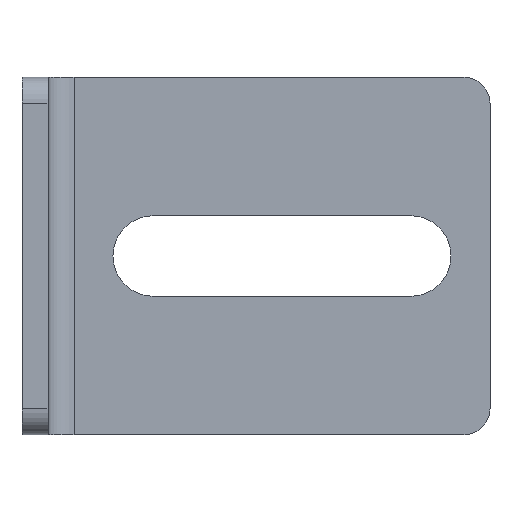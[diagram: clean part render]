
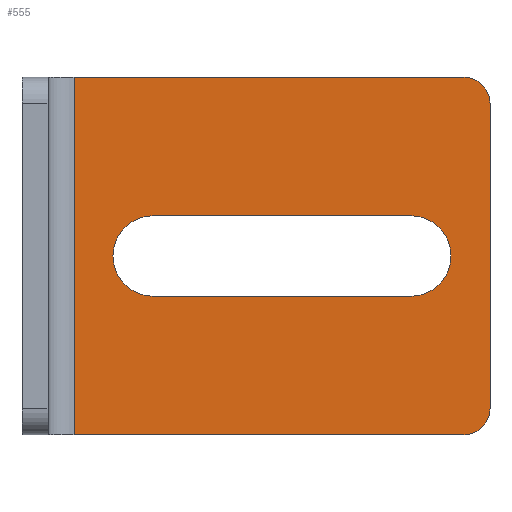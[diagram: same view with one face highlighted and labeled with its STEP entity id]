
A CAD part, left-side view. The second image highlights one B-rep face of the part: STEP entity #555.
In plain terms, the highlighted planar face has unit normal (-1, 0, 0).
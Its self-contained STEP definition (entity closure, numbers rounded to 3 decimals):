
#9 = AXIS2_PLACEMENT_3D ( 'NONE', #134, #255, #1090 ) ;
#23 = CARTESIAN_POINT ( 'NONE',  ( -2., 0., 27.5 ) ) ;
#46 = EDGE_CURVE ( 'NONE', #666, #825, #594, .T. ) ;
#61 = CARTESIAN_POINT ( 'NONE',  ( -2., -4., 0. ) ) ;
#66 = CARTESIAN_POINT ( 'NONE',  ( -2., -4., 0. ) ) ;
#72 = CIRCLE ( 'NONE', #590, 2. ) ;
#100 = CARTESIAN_POINT ( 'NONE',  ( -2., 0., 0. ) ) ;
#103 = EDGE_CURVE ( 'NONE', #1583, #265, #1763, .T. ) ;
#107 = CARTESIAN_POINT ( 'NONE',  ( -2., -34., 0. ) ) ;
#134 = CARTESIAN_POINT ( 'NONE',  ( -2., -34., 2. ) ) ;
#140 = EDGE_CURVE ( 'NONE', #1567, #825, #1341, .T. ) ;
#147 = DIRECTION ( 'NONE',  ( 0., -1., 0. ) ) ;
#153 = CARTESIAN_POINT ( 'NONE',  ( -2., -29.9, 16.85 ) ) ;
#158 = ORIENTED_EDGE ( 'NONE', *, *, #1117, .F. ) ;
#161 = VERTEX_POINT ( 'NONE', #658 ) ;
#172 = CARTESIAN_POINT ( 'NONE',  ( -2., -29.9, 10.65 ) ) ;
#201 = CARTESIAN_POINT ( 'NONE',  ( -2., -29.9, 13.75 ) ) ;
#216 = AXIS2_PLACEMENT_3D ( 'NONE', #1196, #1600, #359 ) ;
#228 = DIRECTION ( 'NONE',  ( 0., -1., 0. ) ) ;
#231 = DIRECTION ( 'NONE',  ( 0., 1., 0. ) ) ;
#254 = ORIENTED_EDGE ( 'NONE', *, *, #1097, .F. ) ;
#255 = DIRECTION ( 'NONE',  ( -1., 0., 0. ) ) ;
#265 = VERTEX_POINT ( 'NONE', #569 ) ;
#280 = DIRECTION ( 'NONE',  ( -1., 0., 0. ) ) ;
#283 = LINE ( 'NONE', #1755, #715 ) ;
#289 = EDGE_CURVE ( 'NONE', #608, #308, #1768, .T. ) ;
#296 = VECTOR ( 'NONE', #1540, 1000. ) ;
#308 = VERTEX_POINT ( 'NONE', #153 ) ;
#324 = EDGE_CURVE ( 'NONE', #666, #161, #1663, .T. ) ;
#359 = DIRECTION ( 'NONE',  ( 0., -1., 0. ) ) ;
#367 = CARTESIAN_POINT ( 'NONE',  ( -2., 0., 74.683 ) ) ;
#373 = ORIENTED_EDGE ( 'NONE', *, *, #324, .F. ) ;
#484 = CARTESIAN_POINT ( 'NONE',  ( -2., -10.1, 16.85 ) ) ;
#503 = ORIENTED_EDGE ( 'NONE', *, *, #103, .F. ) ;
#523 = ORIENTED_EDGE ( 'NONE', *, *, #46, .T. ) ;
#526 = LINE ( 'NONE', #1079, #633 ) ;
#555 = ADVANCED_FACE ( 'NONE', ( #918, #663 ), #1749, .T. ) ;
#569 = CARTESIAN_POINT ( 'NONE',  ( -2., -10.1, 10.65 ) ) ;
#572 = DIRECTION ( 'NONE',  ( 0., 0., -1. ) ) ;
#590 = AXIS2_PLACEMENT_3D ( 'NONE', #1041, #788, #889 ) ;
#593 = VECTOR ( 'NONE', #231, 1000. ) ;
#594 = LINE ( 'NONE', #61, #296 ) ;
#608 = VERTEX_POINT ( 'NONE', #1309 ) ;
#633 = VECTOR ( 'NONE', #818, 1000. ) ;
#636 = ORIENTED_EDGE ( 'NONE', *, *, #1167, .F. ) ;
#658 = CARTESIAN_POINT ( 'NONE',  ( -2., -34., 27.5 ) ) ;
#661 = EDGE_CURVE ( 'NONE', #1567, #1345, #1615, .T. ) ;
#663 = FACE_OUTER_BOUND ( 'NONE', #1562, .T. ) ;
#666 = VERTEX_POINT ( 'NONE', #1100 ) ;
#679 = AXIS2_PLACEMENT_3D ( 'NONE', #984, #280, #694 ) ;
#694 = DIRECTION ( 'NONE',  ( 0., -1., 0. ) ) ;
#700 = EDGE_LOOP ( 'NONE', ( #1716, #158, #503, #254, #1543 ) ) ;
#715 = VECTOR ( 'NONE', #839, 1000. ) ;
#732 = VECTOR ( 'NONE', #147, 1000. ) ;
#788 = DIRECTION ( 'NONE',  ( -1., 0., 0. ) ) ;
#818 = DIRECTION ( 'NONE',  ( 0., -1., 0. ) ) ;
#825 = VERTEX_POINT ( 'NONE', #66 ) ;
#839 = DIRECTION ( 'NONE',  ( 0., 1., 0. ) ) ;
#856 = VERTEX_POINT ( 'NONE', #864 ) ;
#864 = CARTESIAN_POINT ( 'NONE',  ( -2., -36., 25.5 ) ) ;
#886 = EDGE_CURVE ( 'NONE', #1253, #608, #1412, .T. ) ;
#889 = DIRECTION ( 'NONE',  ( 0., -1., 0. ) ) ;
#904 = CARTESIAN_POINT ( 'NONE',  ( -2., -36., 2. ) ) ;
#918 = FACE_BOUND ( 'NONE', #700, .T. ) ;
#984 = CARTESIAN_POINT ( 'NONE',  ( -2., -29.9, 13.75 ) ) ;
#993 = ORIENTED_EDGE ( 'NONE', *, *, #1322, .T. ) ;
#1041 = CARTESIAN_POINT ( 'NONE',  ( -2., -34., 25.5 ) ) ;
#1079 = CARTESIAN_POINT ( 'NONE',  ( -2., -29.9, 10.65 ) ) ;
#1090 = DIRECTION ( 'NONE',  ( 0., -1., 0. ) ) ;
#1097 = EDGE_CURVE ( 'NONE', #308, #1583, #283, .T. ) ;
#1100 = CARTESIAN_POINT ( 'NONE',  ( -2., -4., 27.5 ) ) ;
#1117 = EDGE_CURVE ( 'NONE', #265, #1253, #526, .T. ) ;
#1167 = EDGE_CURVE ( 'NONE', #856, #1345, #1534, .T. ) ;
#1193 = DIRECTION ( 'NONE',  ( -1., 0., 0. ) ) ;
#1196 = CARTESIAN_POINT ( 'NONE',  ( -2., -10.1, 13.75 ) ) ;
#1206 = ORIENTED_EDGE ( 'NONE', *, *, #140, .F. ) ;
#1253 = VERTEX_POINT ( 'NONE', #172 ) ;
#1283 = DIRECTION ( 'NONE',  ( 0., -1., 0. ) ) ;
#1309 = CARTESIAN_POINT ( 'NONE',  ( -2., -33., 13.75 ) ) ;
#1318 = VECTOR ( 'NONE', #572, 1000. ) ;
#1322 = EDGE_CURVE ( 'NONE', #856, #161, #72, .T. ) ;
#1341 = LINE ( 'NONE', #100, #593 ) ;
#1345 = VERTEX_POINT ( 'NONE', #904 ) ;
#1393 = ORIENTED_EDGE ( 'NONE', *, *, #661, .T. ) ;
#1412 = CIRCLE ( 'NONE', #1647, 3.1 ) ;
#1534 = LINE ( 'NONE', #1672, #1318 ) ;
#1540 = DIRECTION ( 'NONE',  ( 0., 0., -1. ) ) ;
#1543 = ORIENTED_EDGE ( 'NONE', *, *, #289, .F. ) ;
#1545 = DIRECTION ( 'NONE',  ( -1., 0., 0. ) ) ;
#1562 = EDGE_LOOP ( 'NONE', ( #1206, #1393, #636, #993, #373, #523 ) ) ;
#1567 = VERTEX_POINT ( 'NONE', #107 ) ;
#1583 = VERTEX_POINT ( 'NONE', #484 ) ;
#1600 = DIRECTION ( 'NONE',  ( -1., 0., 0. ) ) ;
#1615 = CIRCLE ( 'NONE', #9, 2. ) ;
#1647 = AXIS2_PLACEMENT_3D ( 'NONE', #201, #1545, #1283 ) ;
#1663 = LINE ( 'NONE', #23, #732 ) ;
#1672 = CARTESIAN_POINT ( 'NONE',  ( -2., -36., 74.683 ) ) ;
#1696 = AXIS2_PLACEMENT_3D ( 'NONE', #367, #1193, #228 ) ;
#1716 = ORIENTED_EDGE ( 'NONE', *, *, #886, .F. ) ;
#1749 = PLANE ( 'NONE',  #1696 ) ;
#1755 = CARTESIAN_POINT ( 'NONE',  ( -2., -29.9, 16.85 ) ) ;
#1763 = CIRCLE ( 'NONE', #216, 3.1 ) ;
#1768 = CIRCLE ( 'NONE', #679, 3.1 ) ;
